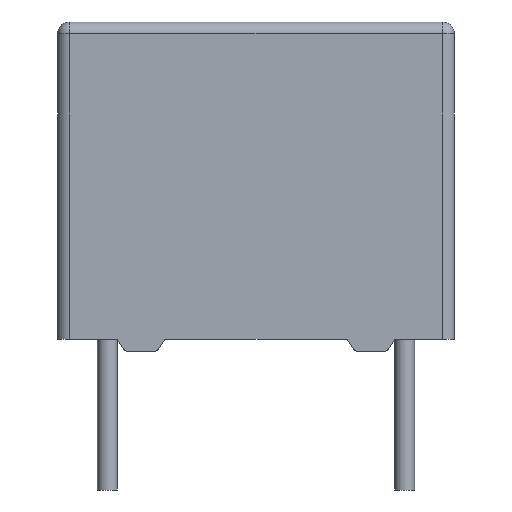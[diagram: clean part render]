
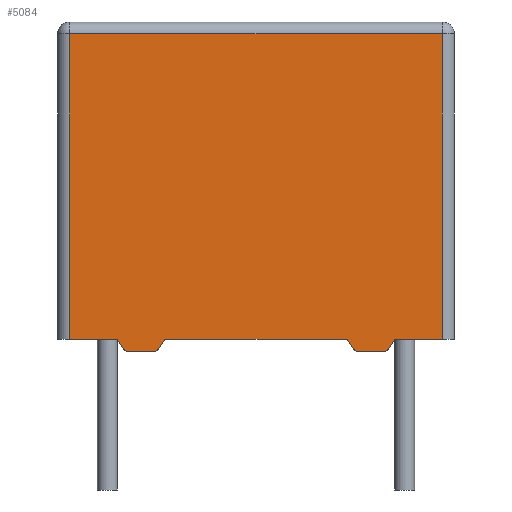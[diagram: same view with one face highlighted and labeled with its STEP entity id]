
A CAD part, front view. The second image highlights one B-rep face of the part: STEP entity #5084.
In plain terms, the highlighted planar face has unit normal (0, -1, 0).
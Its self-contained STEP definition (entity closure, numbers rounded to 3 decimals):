
#23 = DIRECTION ( 'NONE',  ( 0., 0., 1. ) ) ;
#323 = VERTEX_POINT ( 'NONE', #7779 ) ;
#357 = CARTESIAN_POINT ( 'NONE',  ( -3.246, -2., 0. ) ) ;
#361 = VECTOR ( 'NONE', #3116, 1000. ) ;
#409 = VERTEX_POINT ( 'NONE', #1294 ) ;
#504 = DIRECTION ( 'NONE',  ( 0., -1., 0. ) ) ;
#550 = VECTOR ( 'NONE', #6468, 1000. ) ;
#707 = DIRECTION ( 'NONE',  ( 1., 0., 0. ) ) ;
#711 = CARTESIAN_POINT ( 'NONE',  ( 2.3, -2., 0.3 ) ) ;
#750 = CARTESIAN_POINT ( 'NONE',  ( -5., -2., 0.3 ) ) ;
#766 = CARTESIAN_POINT ( 'NONE',  ( -3.5, -2., 0.3 ) ) ;
#773 = CARTESIAN_POINT ( 'NONE',  ( 3.246, -2., 0.1 ) ) ;
#815 = LINE ( 'NONE', #3223, #9849 ) ;
#1106 = AXIS2_PLACEMENT_3D ( 'NONE', #2022, #504, #5116 ) ;
#1107 = LINE ( 'NONE', #3459, #2200 ) ;
#1108 = EDGE_CURVE ( 'NONE', #5849, #6884, #7027, .T. ) ;
#1294 = CARTESIAN_POINT ( 'NONE',  ( -3.5, -2., 0.3 ) ) ;
#1352 = DIRECTION ( 'NONE',  ( 0., -1., 0. ) ) ;
#1379 = CARTESIAN_POINT ( 'NONE',  ( -5., -2., 0.3 ) ) ;
#1475 = LINE ( 'NONE', #3774, #361 ) ;
#1485 = DIRECTION ( 'NONE',  ( 0., 0., -1. ) ) ;
#1509 = VERTEX_POINT ( 'NONE', #4294 ) ;
#1608 = CARTESIAN_POINT ( 'NONE',  ( 4.7, -2., 0.3 ) ) ;
#1721 = ORIENTED_EDGE ( 'NONE', *, *, #5046, .T. ) ;
#1816 = AXIS2_PLACEMENT_3D ( 'NONE', #773, #4496, #23 ) ;
#1825 = CARTESIAN_POINT ( 'NONE',  ( -2.554, -2., 0. ) ) ;
#1858 = CARTESIAN_POINT ( 'NONE',  ( -4.7, -2., 8. ) ) ;
#1861 = DIRECTION ( 'NONE',  ( 0., -1., 0. ) ) ;
#1864 = DIRECTION ( 'NONE',  ( 0., 1., 0. ) ) ;
#1896 = CARTESIAN_POINT ( 'NONE',  ( -4.7, -2., 0.3 ) ) ;
#2022 = CARTESIAN_POINT ( 'NONE',  ( 2.554, -2., 0.1 ) ) ;
#2037 = ORIENTED_EDGE ( 'NONE', *, *, #9746, .T. ) ;
#2047 = LINE ( 'NONE', #1379, #2556 ) ;
#2150 = VECTOR ( 'NONE', #2670, 1000. ) ;
#2176 = CARTESIAN_POINT ( 'NONE',  ( 2.554, -2., 0. ) ) ;
#2200 = VECTOR ( 'NONE', #2850, 1000. ) ;
#2263 = CARTESIAN_POINT ( 'NONE',  ( -4.7, -2., 8.3 ) ) ;
#2271 = EDGE_CURVE ( 'NONE', #6884, #5904, #815, .T. ) ;
#2349 = VERTEX_POINT ( 'NONE', #357 ) ;
#2470 = AXIS2_PLACEMENT_3D ( 'NONE', #7277, #1864, #7330 ) ;
#2493 = VERTEX_POINT ( 'NONE', #2176 ) ;
#2539 = VERTEX_POINT ( 'NONE', #5315 ) ;
#2556 = VECTOR ( 'NONE', #8954, 1000. ) ;
#2584 = CARTESIAN_POINT ( 'NONE',  ( -5., -2., 8. ) ) ;
#2667 = VECTOR ( 'NONE', #4056, 1000. ) ;
#2670 = DIRECTION ( 'NONE',  ( 1., 0., 0. ) ) ;
#2735 = CIRCLE ( 'NONE', #6148, 0.1 ) ;
#2795 = CIRCLE ( 'NONE', #1816, 0.1 ) ;
#2850 = DIRECTION ( 'NONE',  ( 1., 0., 0. ) ) ;
#3116 = DIRECTION ( 'NONE',  ( 0.555, 0., 0.832 ) ) ;
#3223 = CARTESIAN_POINT ( 'NONE',  ( -5., -2., 0.3 ) ) ;
#3232 = CARTESIAN_POINT ( 'NONE',  ( 3.33, -2., 0.045 ) ) ;
#3405 = VERTEX_POINT ( 'NONE', #1858 ) ;
#3459 = CARTESIAN_POINT ( 'NONE',  ( 3.246, -2., 0. ) ) ;
#3480 = VERTEX_POINT ( 'NONE', #9173 ) ;
#3599 = ORIENTED_EDGE ( 'NONE', *, *, #6808, .T. ) ;
#3774 = CARTESIAN_POINT ( 'NONE',  ( 3.5, -2., 0.3 ) ) ;
#3805 = ORIENTED_EDGE ( 'NONE', *, *, #6229, .T. ) ;
#3814 = LINE ( 'NONE', #750, #5235 ) ;
#3876 = DIRECTION ( 'NONE',  ( 0.555, 0., -0.832 ) ) ;
#3907 = FACE_OUTER_BOUND ( 'NONE', #5390, .T. ) ;
#3918 = EDGE_CURVE ( 'NONE', #8044, #1509, #9750, .T. ) ;
#4006 = EDGE_CURVE ( 'NONE', #8439, #9855, #2795, .T. ) ;
#4056 = DIRECTION ( 'NONE',  ( -1., 0., 0. ) ) ;
#4243 = EDGE_CURVE ( 'NONE', #5904, #3480, #7960, .T. ) ;
#4254 = DIRECTION ( 'NONE',  ( 0., 0., 1. ) ) ;
#4259 = ORIENTED_EDGE ( 'NONE', *, *, #6993, .T. ) ;
#4294 = CARTESIAN_POINT ( 'NONE',  ( 4.7, -2., 8. ) ) ;
#4427 = EDGE_CURVE ( 'NONE', #9855, #323, #1475, .T. ) ;
#4496 = DIRECTION ( 'NONE',  ( 0., -1., 0. ) ) ;
#4564 = VERTEX_POINT ( 'NONE', #1825 ) ;
#4640 = LINE ( 'NONE', #766, #6958 ) ;
#4814 = CARTESIAN_POINT ( 'NONE',  ( -3.246, -2., 0. ) ) ;
#4862 = LINE ( 'NONE', #4814, #2150 ) ;
#5046 = EDGE_CURVE ( 'NONE', #5850, #409, #3814, .T. ) ;
#5066 = VECTOR ( 'NONE', #5903, 1000. ) ;
#5084 = ADVANCED_FACE ( 'NONE', ( #3907 ), #7025, .F. ) ;
#5114 = ORIENTED_EDGE ( 'NONE', *, *, #2271, .T. ) ;
#5116 = DIRECTION ( 'NONE',  ( 0., 0., 1. ) ) ;
#5169 = DIRECTION ( 'NONE',  ( 0., 0., 1. ) ) ;
#5200 = VECTOR ( 'NONE', #1485, 1000. ) ;
#5235 = VECTOR ( 'NONE', #707, 1000. ) ;
#5315 = CARTESIAN_POINT ( 'NONE',  ( -3.33, -2., 0.045 ) ) ;
#5320 = CIRCLE ( 'NONE', #1106, 0.1 ) ;
#5339 = ORIENTED_EDGE ( 'NONE', *, *, #8150, .T. ) ;
#5390 = EDGE_LOOP ( 'NONE', ( #1721, #4259, #5339, #8528, #7046, #8601, #5114, #9419, #3805, #6893, #8500, #7628, #3599, #6500, #8358, #2037 ) ) ;
#5489 = EDGE_CURVE ( 'NONE', #2349, #4564, #4862, .T. ) ;
#5698 = CARTESIAN_POINT ( 'NONE',  ( 4.7, -2., 8.3 ) ) ;
#5726 = CARTESIAN_POINT ( 'NONE',  ( -3.246, -2., 0.1 ) ) ;
#5849 = VERTEX_POINT ( 'NONE', #9142 ) ;
#5850 = VERTEX_POINT ( 'NONE', #1896 ) ;
#5903 = DIRECTION ( 'NONE',  ( 0.555, 0., -0.832 ) ) ;
#5904 = VERTEX_POINT ( 'NONE', #711 ) ;
#5906 = CARTESIAN_POINT ( 'NONE',  ( -2.3, -2., 0.3 ) ) ;
#6122 = EDGE_CURVE ( 'NONE', #4564, #5849, #2735, .T. ) ;
#6148 = AXIS2_PLACEMENT_3D ( 'NONE', #9077, #1352, #5169 ) ;
#6154 = DIRECTION ( 'NONE',  ( 0.555, 0., 0.832 ) ) ;
#6229 = EDGE_CURVE ( 'NONE', #3480, #2493, #5320, .T. ) ;
#6249 = CIRCLE ( 'NONE', #7076, 0.1 ) ;
#6254 = CARTESIAN_POINT ( 'NONE',  ( -2.47, -2., 0.045 ) ) ;
#6468 = DIRECTION ( 'NONE',  ( 0., 0., 1. ) ) ;
#6500 = ORIENTED_EDGE ( 'NONE', *, *, #3918, .T. ) ;
#6628 = CARTESIAN_POINT ( 'NONE',  ( 2.47, -2., 0.045 ) ) ;
#6808 = EDGE_CURVE ( 'NONE', #323, #8044, #2047, .T. ) ;
#6884 = VERTEX_POINT ( 'NONE', #5906 ) ;
#6893 = ORIENTED_EDGE ( 'NONE', *, *, #8896, .T. ) ;
#6897 = LINE ( 'NONE', #2263, #5200 ) ;
#6958 = VECTOR ( 'NONE', #3876, 1000. ) ;
#6993 = EDGE_CURVE ( 'NONE', #409, #2539, #4640, .T. ) ;
#7025 = PLANE ( 'NONE',  #2470 ) ;
#7027 = LINE ( 'NONE', #6254, #7581 ) ;
#7046 = ORIENTED_EDGE ( 'NONE', *, *, #6122, .T. ) ;
#7076 = AXIS2_PLACEMENT_3D ( 'NONE', #5726, #1861, #4254 ) ;
#7277 = CARTESIAN_POINT ( 'NONE',  ( -5., -2., 8.3 ) ) ;
#7330 = DIRECTION ( 'NONE',  ( 0., 0., 1. ) ) ;
#7581 = VECTOR ( 'NONE', #6154, 1000. ) ;
#7628 = ORIENTED_EDGE ( 'NONE', *, *, #4427, .T. ) ;
#7779 = CARTESIAN_POINT ( 'NONE',  ( 3.5, -2., 0.3 ) ) ;
#7960 = LINE ( 'NONE', #6628, #5066 ) ;
#8026 = LINE ( 'NONE', #2584, #2667 ) ;
#8044 = VERTEX_POINT ( 'NONE', #1608 ) ;
#8150 = EDGE_CURVE ( 'NONE', #2539, #2349, #6249, .T. ) ;
#8358 = ORIENTED_EDGE ( 'NONE', *, *, #9143, .T. ) ;
#8439 = VERTEX_POINT ( 'NONE', #9656 ) ;
#8500 = ORIENTED_EDGE ( 'NONE', *, *, #4006, .T. ) ;
#8501 = DIRECTION ( 'NONE',  ( 1., 0., 0. ) ) ;
#8528 = ORIENTED_EDGE ( 'NONE', *, *, #5489, .T. ) ;
#8601 = ORIENTED_EDGE ( 'NONE', *, *, #1108, .T. ) ;
#8896 = EDGE_CURVE ( 'NONE', #2493, #8439, #1107, .T. ) ;
#8954 = DIRECTION ( 'NONE',  ( 1., 0., 0. ) ) ;
#9077 = CARTESIAN_POINT ( 'NONE',  ( -2.554, -2., 0.1 ) ) ;
#9142 = CARTESIAN_POINT ( 'NONE',  ( -2.47, -2., 0.045 ) ) ;
#9143 = EDGE_CURVE ( 'NONE', #1509, #3405, #8026, .T. ) ;
#9173 = CARTESIAN_POINT ( 'NONE',  ( 2.47, -2., 0.045 ) ) ;
#9419 = ORIENTED_EDGE ( 'NONE', *, *, #4243, .T. ) ;
#9656 = CARTESIAN_POINT ( 'NONE',  ( 3.246, -2., 0. ) ) ;
#9746 = EDGE_CURVE ( 'NONE', #3405, #5850, #6897, .T. ) ;
#9750 = LINE ( 'NONE', #5698, #550 ) ;
#9849 = VECTOR ( 'NONE', #8501, 1000. ) ;
#9855 = VERTEX_POINT ( 'NONE', #3232 ) ;
